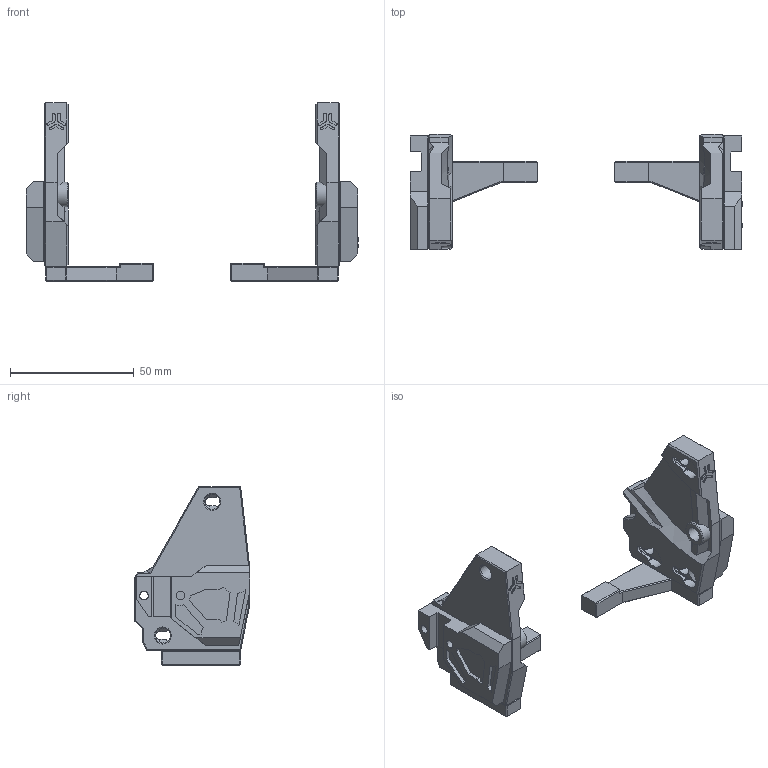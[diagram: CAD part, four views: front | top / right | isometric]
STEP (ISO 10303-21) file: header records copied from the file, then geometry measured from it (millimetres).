
FILE_DESCRIPTION(/* description */ ('STEP AP242','CAx-IF Rec.Pracs.---Representation and Presentation of Product Manufacturing Information (PMI)---4.0---2014-10-13','CAx-IF Rec.Pracs.---3D Tessellated Geometry---0.4---2014-09-14','2;1'),/* implementation_level */ '2;1');
FILE_NAME(/* name */ '68b1c89bcfb20c0abe19432c',/* time_stamp */ '2025-08-29T15:34:52Z',/* author */ (''),/* organization */ (''),/* preprocessor_version */ 'ST-DEVELOPER v20',/* originating_system */ 'ONSHAPE BY PTC INC, 1.202',/* authorisation */ ' ');
FILE_SCHEMA (('AP242_MANAGED_MODEL_BASED_3D_ENGINEERING_MIM_LF { 1 0 10303 442 1 1 4 }'));
Length unit declared in the file: metre
Products named in the file (6): dock_mount_l; dock_l; nozzle_stop_l; nozzle_stop_r; dock_mount_r; dock_r
Bounding box: 133.88 x 46.49 x 72 mm (x, y, z)
Volume: 53377.5 mm3; surface area: 27471 mm2
Topology: 6 solids, 16 shells, 740 faces, 1792 edges, 1120 vertices
Faces by surface type: plane 562, cylinder 126, cone 46, bspline 6
Full cylindrical faces by diameter (mm): 3.4 x8, 3.5 x6, 3.6 x2, 4.7 x6, 6.1 x10, 6.5 x2, 10 x2
Entity records: 21080 total; most frequent: CARTESIAN_POINT 3772, DIRECTION 3518, ORIENTED_EDGE 3428, EDGE_CURVE 1714, LINE 1318, VECTOR 1318, VERTEX_POINT 1108, AXIS2_PLACEMENT_3D 1100
